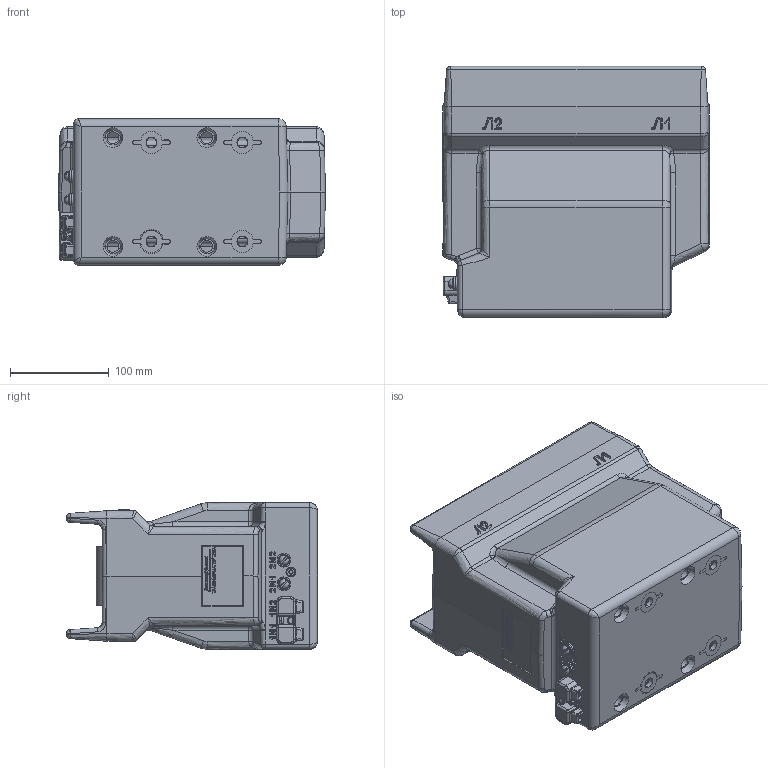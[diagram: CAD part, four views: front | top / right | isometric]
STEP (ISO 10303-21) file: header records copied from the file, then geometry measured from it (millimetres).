
FILE_DESCRIPTION (( 'STEP AP203' ), '1' );
FILE_NAME ('ﾒﾎﾋ-10-Iﾌ-2 (1200-2000) ﾀ.STEP', '2018-01-31T08:16:08', ( '' ), ( '' ), 'SwSTEP 2.0', 'SolidWorks 2010', '' );
FILE_SCHEMA (( 'CONFIG_CONTROL_DESIGN' ));
Length unit declared in the file: millimetre
Products named in the file (1): ﾒﾎﾋ-10-Iﾌ-2 (1200-2000) ﾀ
Bounding box: 270 x 254 x 148 mm (x, y, z)
Surface area: 302953 mm2 (no closed solid volume)
Topology: 0 solids, 52 shells, 768 faces, 3468 edges, 2680 vertices
Faces by surface type: plane 311, bspline 173, cylinder 144, cone 79, sphere 37, torus 24
Entity records: 48989 total; most frequent: CARTESIAN_POINT 24034, ORIENTED_EDGE 4850, DIRECTION 4267, EDGE_CURVE 3446, VERTEX_POINT 2680, LINE 1749, VECTOR 1749, AXIS2_PLACEMENT_3D 1259
